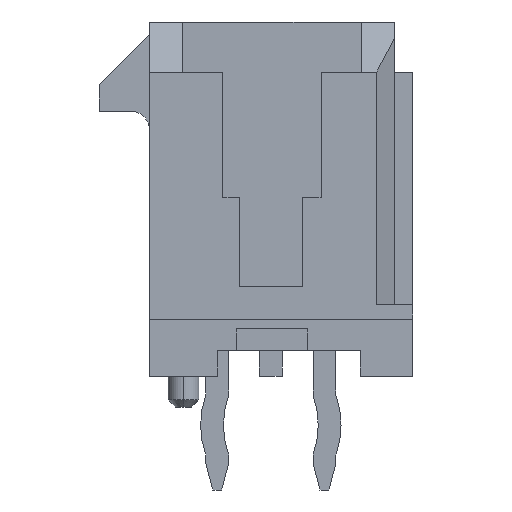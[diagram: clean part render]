
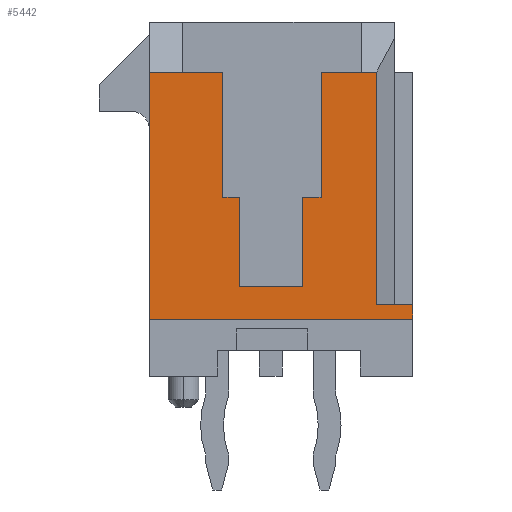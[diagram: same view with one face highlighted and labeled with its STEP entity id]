
A CAD part, left-side view. The second image highlights one B-rep face of the part: STEP entity #5442.
In plain terms, the highlighted planar face has unit normal (-1, 0, 0).
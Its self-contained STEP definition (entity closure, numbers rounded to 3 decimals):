
#1=DIRECTION('',(0.,0.,-1.));
#2=VECTOR('',#1,3.5);
#3=CARTESIAN_POINT('',(-9.325,-1.405,3.55));
#4=LINE('',#3,#2);
#5=DIRECTION('',(0.,1.,0.));
#6=VECTOR('',#5,1.125);
#7=CARTESIAN_POINT('',(-9.325,-2.53,3.55));
#8=LINE('',#7,#6);
#9=DIRECTION('',(0.,-1.,0.));
#10=VECTOR('',#9,0.43);
#11=CARTESIAN_POINT('',(-9.325,-2.53,3.55));
#12=LINE('',#11,#10);
#13=DIRECTION('',(0.,0.,-1.));
#14=VECTOR('',#13,6.51);
#15=CARTESIAN_POINT('',(-9.325,-2.96,3.55));
#16=LINE('',#15,#14);
#17=DIRECTION('',(0.,0.,-1.));
#18=VECTOR('',#17,0.4);
#19=CARTESIAN_POINT('',(-9.325,-3.97,-2.96));
#20=LINE('',#19,#18);
#21=DIRECTION('',(0.,1.,0.));
#22=VECTOR('',#21,7.37);
#23=CARTESIAN_POINT('',(-9.325,-3.97,-3.36));
#24=LINE('',#23,#22);
#25=DIRECTION('',(0.,0.,1.));
#26=VECTOR('',#25,6.91);
#27=CARTESIAN_POINT('',(-9.325,3.4,-3.36));
#28=LINE('',#27,#26);
#29=DIRECTION('',(0.,-1.,0.));
#30=VECTOR('',#29,0.93);
#31=CARTESIAN_POINT('',(-9.325,3.4,3.55));
#32=LINE('',#31,#30);
#33=DIRECTION('',(0.,1.,0.));
#34=VECTOR('',#33,1.125);
#35=CARTESIAN_POINT('',(-9.325,1.345,3.55));
#36=LINE('',#35,#34);
#37=DIRECTION('',(0.,0.,-1.));
#38=VECTOR('',#37,3.5);
#39=CARTESIAN_POINT('',(-9.325,1.345,3.55));
#40=LINE('',#39,#38);
#41=DIRECTION('',(0.,1.,0.));
#42=VECTOR('',#41,0.47);
#43=CARTESIAN_POINT('',(-9.325,0.875,0.05));
#44=LINE('',#43,#42);
#45=DIRECTION('',(0.,0.,1.));
#46=VECTOR('',#45,2.5);
#47=CARTESIAN_POINT('',(-9.325,0.875,-2.45));
#48=LINE('',#47,#46);
#49=DIRECTION('',(0.,1.,0.));
#50=VECTOR('',#49,1.75);
#51=CARTESIAN_POINT('',(-9.325,-0.875,-2.45));
#52=LINE('',#51,#50);
#53=DIRECTION('',(0.,0.,-1.));
#54=VECTOR('',#53,2.5);
#55=CARTESIAN_POINT('',(-9.325,-0.875,0.05));
#56=LINE('',#55,#54);
#57=DIRECTION('',(0.,1.,0.));
#58=VECTOR('',#57,0.53);
#59=CARTESIAN_POINT('',(-9.325,-1.405,0.05));
#60=LINE('',#59,#58);
#1467=DIRECTION('',(0.,1.,0.));
#1468=VECTOR('',#1467,1.01);
#1469=CARTESIAN_POINT('',(-9.325,-3.97,-2.96));
#1470=LINE('',#1469,#1468);
#4104=CARTESIAN_POINT('',(-9.325,3.4,3.55));
#4106=VERTEX_POINT('',#4104);
#4153=CARTESIAN_POINT('',(-9.325,-3.97,-2.96));
#4154=CARTESIAN_POINT('',(-9.325,-2.96,-2.96));
#4155=VERTEX_POINT('',#4153);
#4156=VERTEX_POINT('',#4154);
#4161=CARTESIAN_POINT('',(-9.325,2.47,3.55));
#4162=VERTEX_POINT('',#4161);
#4163=CARTESIAN_POINT('',(-9.325,-2.53,3.55));
#4164=VERTEX_POINT('',#4163);
#4357=CARTESIAN_POINT('',(-9.325,-1.405,3.55));
#4358=CARTESIAN_POINT('',(-9.325,-1.405,0.05));
#4359=VERTEX_POINT('',#4357);
#4360=VERTEX_POINT('',#4358);
#4361=CARTESIAN_POINT('',(-9.325,-0.875,0.05));
#4362=VERTEX_POINT('',#4361);
#4363=CARTESIAN_POINT('',(-9.325,-0.875,-2.45));
#4364=VERTEX_POINT('',#4363);
#4365=CARTESIAN_POINT('',(-9.325,0.875,-2.45));
#4366=VERTEX_POINT('',#4365);
#4367=CARTESIAN_POINT('',(-9.325,0.875,0.05));
#4368=VERTEX_POINT('',#4367);
#4369=CARTESIAN_POINT('',(-9.325,1.345,0.05));
#4370=VERTEX_POINT('',#4369);
#4371=CARTESIAN_POINT('',(-9.325,1.345,3.55));
#4372=VERTEX_POINT('',#4371);
#5369=CARTESIAN_POINT('',(-9.325,-3.97,-3.36));
#5370=CARTESIAN_POINT('',(-9.325,3.4,-3.36));
#5371=VERTEX_POINT('',#5369);
#5372=VERTEX_POINT('',#5370);
#5401=CARTESIAN_POINT('',(-9.325,-2.96,3.55));
#5402=VERTEX_POINT('',#5401);
#5403=CARTESIAN_POINT('',(-9.325,0.,0.));
#5404=DIRECTION('',(1.,0.,0.));
#5405=DIRECTION('',(0.,0.,-1.));
#5406=AXIS2_PLACEMENT_3D('',#5403,#5404,#5405);
#5407=PLANE('',#5406);
#5409=ORIENTED_EDGE('',*,*,#5408,.F.);
#5411=ORIENTED_EDGE('',*,*,#5410,.F.);
#5413=ORIENTED_EDGE('',*,*,#5412,.T.);
#5415=ORIENTED_EDGE('',*,*,#5414,.T.);
#5417=ORIENTED_EDGE('',*,*,#5416,.F.);
#5419=ORIENTED_EDGE('',*,*,#5418,.T.);
#5421=ORIENTED_EDGE('',*,*,#5420,.T.);
#5423=ORIENTED_EDGE('',*,*,#5422,.T.);
#5425=ORIENTED_EDGE('',*,*,#5424,.T.);
#5427=ORIENTED_EDGE('',*,*,#5426,.F.);
#5429=ORIENTED_EDGE('',*,*,#5428,.T.);
#5431=ORIENTED_EDGE('',*,*,#5430,.F.);
#5433=ORIENTED_EDGE('',*,*,#5432,.F.);
#5435=ORIENTED_EDGE('',*,*,#5434,.F.);
#5437=ORIENTED_EDGE('',*,*,#5436,.F.);
#5439=ORIENTED_EDGE('',*,*,#5438,.F.);
#5440=EDGE_LOOP('',(#5409,#5411,#5413,#5415,#5417,#5419,#5421,#5423,#5425,#5427,
#5429,#5431,#5433,#5435,#5437,#5439));
#5441=FACE_OUTER_BOUND('',#5440,.F.);
#5442=ADVANCED_FACE('',(#5441),#5407,.F.);
#5408=EDGE_CURVE('',#4359,#4360,#4,.T.);
#5410=EDGE_CURVE('',#4164,#4359,#8,.T.);
#5412=EDGE_CURVE('',#4164,#5402,#12,.T.);
#5414=EDGE_CURVE('',#5402,#4156,#16,.T.);
#5416=EDGE_CURVE('',#4155,#4156,#1470,.T.);
#5418=EDGE_CURVE('',#4155,#5371,#20,.T.);
#5420=EDGE_CURVE('',#5371,#5372,#24,.T.);
#5422=EDGE_CURVE('',#5372,#4106,#28,.T.);
#5424=EDGE_CURVE('',#4106,#4162,#32,.T.);
#5426=EDGE_CURVE('',#4372,#4162,#36,.T.);
#5428=EDGE_CURVE('',#4372,#4370,#40,.T.);
#5430=EDGE_CURVE('',#4368,#4370,#44,.T.);
#5432=EDGE_CURVE('',#4366,#4368,#48,.T.);
#5434=EDGE_CURVE('',#4364,#4366,#52,.T.);
#5436=EDGE_CURVE('',#4362,#4364,#56,.T.);
#5438=EDGE_CURVE('',#4360,#4362,#60,.T.);
